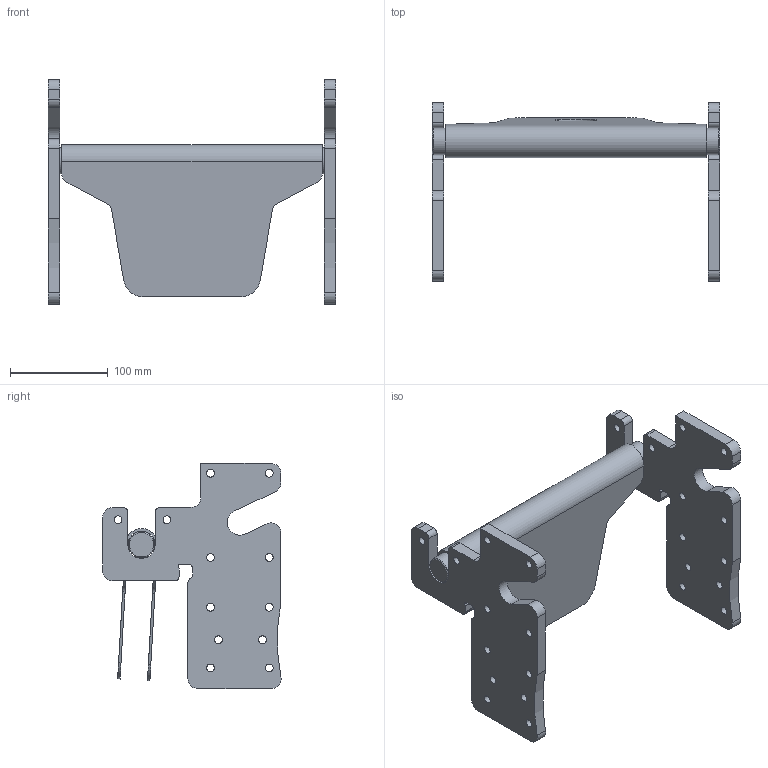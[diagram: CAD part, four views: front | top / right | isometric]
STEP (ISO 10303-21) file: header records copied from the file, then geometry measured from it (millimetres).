
FILE_DESCRIPTION(/* description */ ('STEP AP242','CAx-IF Rec.Pracs.---Representation and Presentation of Product Manufacturing Information (PMI)---4.0---2014-10-13','CAx-IF Rec.Pracs.---3D Tessellated Geometry---0.4---2014-09-14','2;1'),/* implementation_level */ '2;1');
FILE_NAME(/* name */ '675600ebaebe490a25a8b7ba',/* time_stamp */ '2024-12-08T20:26:20Z',/* author */ (''),/* organization */ (''),/* preprocessor_version */ 'ST-DEVELOPER v20',/* originating_system */ 'ONSHAPE BY PTC INC, 1.190',/* authorisation */ ' ');
FILE_SCHEMA (('AP242_MANAGED_MODEL_BASED_3D_ENGINEERING_MIM_LF { 1 0 10303 442 1 1 4 }'));
Length unit declared in the file: metre
Products named in the file (4): trolley rope sheave shell; trolley rope sheave bar; trolley rope sheave flange R; trolley rope sheave flange L
Bounding box: 294.12 x 182.2 x 230 mm (x, y, z)
Volume: 889259 mm3; surface area: 276012.8 mm2
Topology: 4 solids, 4 shells, 138 faces, 388 edges, 258 vertices
Faces by surface type: cylinder 78, plane 58, cone 2
Full cylindrical faces by diameter (mm): 8 x24, 27 x1, 44.45 x1
Entity records: 4573 total; most frequent: DIRECTION 802, CARTESIAN_POINT 760, ORIENTED_EDGE 720, EDGE_CURVE 360, AXIS2_PLACEMENT_3D 300, VERTEX_POINT 258, EDGE_LOOP 216, FACE_BOUND 216
